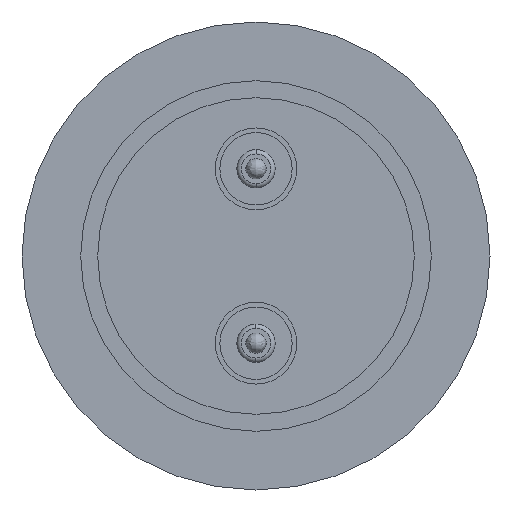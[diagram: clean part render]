
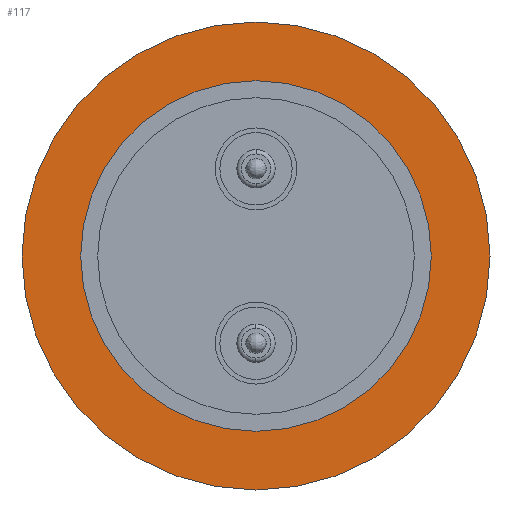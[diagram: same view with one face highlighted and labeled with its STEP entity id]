
A CAD part, left-side view. The second image highlights one B-rep face of the part: STEP entity #117.
In plain terms, the highlighted planar face has unit normal (-1, 0, 0).
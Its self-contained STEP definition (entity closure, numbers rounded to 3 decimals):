
#117 = ADVANCED_FACE ( 'NONE', ( #1390, #760 ), #1272, .F. ) ;
#138 = CARTESIAN_POINT ( 'NONE',  ( 0., 0., 27.5 ) ) ;
#142 = VERTEX_POINT ( 'NONE', #1325 ) ;
#171 = CIRCLE ( 'NONE', #1094, 27.5 ) ;
#181 = CARTESIAN_POINT ( 'NONE',  ( 0., 0., -27.5 ) ) ;
#184 = DIRECTION ( 'NONE',  ( 0., 0., 1. ) ) ;
#246 = DIRECTION ( 'NONE',  ( -1., 0., 0. ) ) ;
#302 = DIRECTION ( 'NONE',  ( 0., 0., -1. ) ) ;
#339 = CIRCLE ( 'NONE', #525, 20.6 ) ;
#360 = VERTEX_POINT ( 'NONE', #1276 ) ;
#462 = CARTESIAN_POINT ( 'NONE',  ( 0., 0., 0. ) ) ;
#472 = AXIS2_PLACEMENT_3D ( 'NONE', #977, #246, #1488 ) ;
#507 = EDGE_LOOP ( 'NONE', ( #717, #744 ) ) ;
#516 = ORIENTED_EDGE ( 'NONE', *, *, #1112, .T. ) ;
#525 = AXIS2_PLACEMENT_3D ( 'NONE', #1190, #1322, #184 ) ;
#687 = ORIENTED_EDGE ( 'NONE', *, *, #1164, .T. ) ;
#717 = ORIENTED_EDGE ( 'NONE', *, *, #1192, .F. ) ;
#744 = ORIENTED_EDGE ( 'NONE', *, *, #1006, .F. ) ;
#746 = CIRCLE ( 'NONE', #472, 27.5 ) ;
#760 = FACE_OUTER_BOUND ( 'NONE', #1591, .T. ) ;
#787 = DIRECTION ( 'NONE',  ( 0., 0., 1. ) ) ;
#880 = AXIS2_PLACEMENT_3D ( 'NONE', #462, #1048, #787 ) ;
#932 = DIRECTION ( 'NONE',  ( 1., 0., 0. ) ) ;
#944 = CARTESIAN_POINT ( 'NONE',  ( 0., 0., -27.5 ) ) ;
#977 = CARTESIAN_POINT ( 'NONE',  ( 0., 0., 0. ) ) ;
#1006 = EDGE_CURVE ( 'NONE', #142, #360, #339, .T. ) ;
#1048 = DIRECTION ( 'NONE',  ( -1., 0., 0. ) ) ;
#1094 = AXIS2_PLACEMENT_3D ( 'NONE', #1257, #1604, #1515 ) ;
#1112 = EDGE_CURVE ( 'NONE', #1465, #1239, #746, .T. ) ;
#1164 = EDGE_CURVE ( 'NONE', #1239, #1465, #171, .T. ) ;
#1190 = CARTESIAN_POINT ( 'NONE',  ( 0., 0., 0. ) ) ;
#1192 = EDGE_CURVE ( 'NONE', #360, #142, #1597, .T. ) ;
#1239 = VERTEX_POINT ( 'NONE', #138 ) ;
#1257 = CARTESIAN_POINT ( 'NONE',  ( 0., 0., 0. ) ) ;
#1270 = AXIS2_PLACEMENT_3D ( 'NONE', #181, #932, #302 ) ;
#1272 = PLANE ( 'NONE',  #1270 ) ;
#1276 = CARTESIAN_POINT ( 'NONE',  ( 0., 0., 20.6 ) ) ;
#1322 = DIRECTION ( 'NONE',  ( -1., 0., 0. ) ) ;
#1325 = CARTESIAN_POINT ( 'NONE',  ( 0., 0., -20.6 ) ) ;
#1390 = FACE_BOUND ( 'NONE', #507, .T. ) ;
#1465 = VERTEX_POINT ( 'NONE', #944 ) ;
#1488 = DIRECTION ( 'NONE',  ( 0., 0., 1. ) ) ;
#1515 = DIRECTION ( 'NONE',  ( 0., 0., 1. ) ) ;
#1591 = EDGE_LOOP ( 'NONE', ( #687, #516 ) ) ;
#1597 = CIRCLE ( 'NONE', #880, 20.6 ) ;
#1604 = DIRECTION ( 'NONE',  ( -1., 0., 0. ) ) ;
